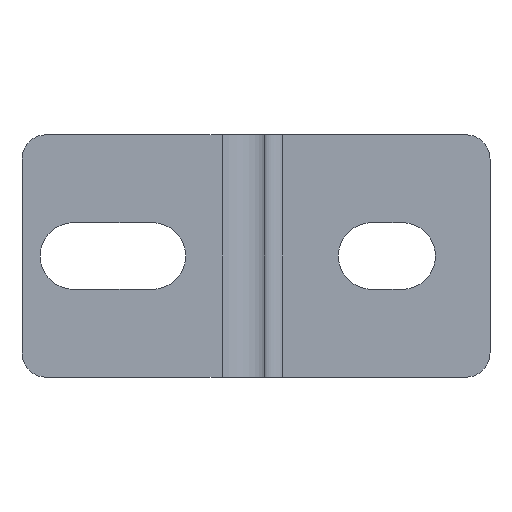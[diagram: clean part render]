
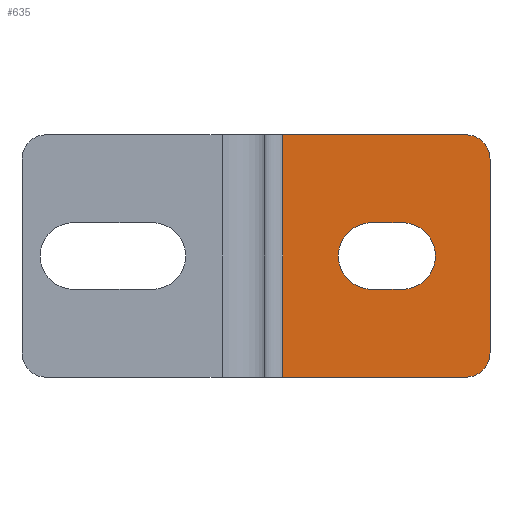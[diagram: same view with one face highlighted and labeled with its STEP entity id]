
A CAD part, left-side view. The second image highlights one B-rep face of the part: STEP entity #635.
In plain terms, the highlighted planar face has unit normal (-1, 0, 0).
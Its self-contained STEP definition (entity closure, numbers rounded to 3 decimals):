
#37 = EDGE_LOOP ( 'NONE', ( #1082, #842, #523, #527, #621 ) ) ;
#39 = CIRCLE ( 'NONE', #319, 2. ) ;
#41 = DIRECTION ( 'NONE',  ( 0., -1., 0. ) ) ;
#45 = VECTOR ( 'NONE', #966, 1000. ) ;
#51 = VECTOR ( 'NONE', #218, 1000. ) ;
#55 = CARTESIAN_POINT ( 'NONE',  ( -2., -20.6, 18. ) ) ;
#59 = EDGE_CURVE ( 'NONE', #94, #208, #411, .T. ) ;
#94 = VERTEX_POINT ( 'NONE', #55 ) ;
#132 = DIRECTION ( 'NONE',  ( 0., 1., 0. ) ) ;
#133 = VERTEX_POINT ( 'NONE', #688 ) ;
#137 = CARTESIAN_POINT ( 'NONE',  ( -2., 0., 20. ) ) ;
#143 = LINE ( 'NONE', #299, #887 ) ;
#148 = LINE ( 'NONE', #535, #45 ) ;
#162 = CARTESIAN_POINT ( 'NONE',  ( -2., -18.6, 20. ) ) ;
#182 = DIRECTION ( 'NONE',  ( 0., -1., 0. ) ) ;
#185 = VECTOR ( 'NONE', #1084, 1000. ) ;
#186 = AXIS2_PLACEMENT_3D ( 'NONE', #570, #254, #506 ) ;
#189 = EDGE_CURVE ( 'NONE', #1034, #846, #985, .T. ) ;
#208 = VERTEX_POINT ( 'NONE', #324 ) ;
#211 = CARTESIAN_POINT ( 'NONE',  ( -2., -13.35, 10. ) ) ;
#218 = DIRECTION ( 'NONE',  ( 0., 1., 0. ) ) ;
#234 = DIRECTION ( 'NONE',  ( 0., 1., 0. ) ) ;
#250 = AXIS2_PLACEMENT_3D ( 'NONE', #211, #704, #132 ) ;
#254 = DIRECTION ( 'NONE',  ( -1., 0., 0. ) ) ;
#299 = CARTESIAN_POINT ( 'NONE',  ( -2., 0., 12.75 ) ) ;
#306 = VECTOR ( 'NONE', #803, 1000. ) ;
#319 = AXIS2_PLACEMENT_3D ( 'NONE', #751, #509, #182 ) ;
#324 = CARTESIAN_POINT ( 'NONE',  ( -2., -20.6, 2. ) ) ;
#326 = AXIS2_PLACEMENT_3D ( 'NONE', #461, #628, #234 ) ;
#329 = VERTEX_POINT ( 'NONE', #981 ) ;
#398 = CIRCLE ( 'NONE', #326, 2.75 ) ;
#411 = LINE ( 'NONE', #738, #185 ) ;
#415 = LINE ( 'NONE', #137, #51 ) ;
#426 = EDGE_CURVE ( 'NONE', #94, #770, #39, .T. ) ;
#448 = VERTEX_POINT ( 'NONE', #754 ) ;
#457 = EDGE_CURVE ( 'NONE', #945, #755, #927, .T. ) ;
#458 = ORIENTED_EDGE ( 'NONE', *, *, #1058, .T. ) ;
#461 = CARTESIAN_POINT ( 'NONE',  ( -2., -13.35, 10. ) ) ;
#470 = EDGE_CURVE ( 'NONE', #597, #945, #708, .T. ) ;
#477 = CARTESIAN_POINT ( 'NONE',  ( -2., -3.5, 0. ) ) ;
#501 = CARTESIAN_POINT ( 'NONE',  ( -2., -10.85, 10. ) ) ;
#506 = DIRECTION ( 'NONE',  ( 0., -1., 0. ) ) ;
#509 = DIRECTION ( 'NONE',  ( -1., 0., 0. ) ) ;
#517 = CARTESIAN_POINT ( 'NONE',  ( -2., 0., 7.25 ) ) ;
#523 = ORIENTED_EDGE ( 'NONE', *, *, #705, .T. ) ;
#527 = ORIENTED_EDGE ( 'NONE', *, *, #1078, .T. ) ;
#535 = CARTESIAN_POINT ( 'NONE',  ( -2., -3.5, 20. ) ) ;
#561 = CARTESIAN_POINT ( 'NONE',  ( -2., 0., 0. ) ) ;
#570 = CARTESIAN_POINT ( 'NONE',  ( -2., -18.6, 2. ) ) ;
#573 = DIRECTION ( 'NONE',  ( 0., 1., 0. ) ) ;
#578 = DIRECTION ( 'NONE',  ( 1., 0., 0. ) ) ;
#586 = EDGE_CURVE ( 'NONE', #755, #133, #919, .T. ) ;
#597 = VERTEX_POINT ( 'NONE', #812 ) ;
#602 = ORIENTED_EDGE ( 'NONE', *, *, #990, .T. ) ;
#616 = ORIENTED_EDGE ( 'NONE', *, *, #426, .T. ) ;
#621 = ORIENTED_EDGE ( 'NONE', *, *, #470, .T. ) ;
#623 = DIRECTION ( 'NONE',  ( -1., 0., 0. ) ) ;
#626 = ORIENTED_EDGE ( 'NONE', *, *, #59, .F. ) ;
#628 = DIRECTION ( 'NONE',  ( 1., 0., 0. ) ) ;
#635 = ADVANCED_FACE ( 'NONE', ( #970, #720 ), #791, .T. ) ;
#643 = CARTESIAN_POINT ( 'NONE',  ( -2., 0., 20. ) ) ;
#655 = CIRCLE ( 'NONE', #186, 2. ) ;
#688 = CARTESIAN_POINT ( 'NONE',  ( -2., -10.85, 12.75 ) ) ;
#704 = DIRECTION ( 'NONE',  ( 1., 0., 0. ) ) ;
#705 = EDGE_CURVE ( 'NONE', #133, #448, #143, .T. ) ;
#708 = CIRCLE ( 'NONE', #250, 2.75 ) ;
#720 = FACE_OUTER_BOUND ( 'NONE', #964, .T. ) ;
#728 = EDGE_CURVE ( 'NONE', #846, #329, #148, .T. ) ;
#737 = ORIENTED_EDGE ( 'NONE', *, *, #189, .F. ) ;
#738 = CARTESIAN_POINT ( 'NONE',  ( -2., -20.6, 20. ) ) ;
#751 = CARTESIAN_POINT ( 'NONE',  ( -2., -18.6, 18. ) ) ;
#754 = CARTESIAN_POINT ( 'NONE',  ( -2., -13.35, 12.75 ) ) ;
#755 = VERTEX_POINT ( 'NONE', #772 ) ;
#770 = VERTEX_POINT ( 'NONE', #162 ) ;
#772 = CARTESIAN_POINT ( 'NONE',  ( -2., -10.85, 7.25 ) ) ;
#791 = PLANE ( 'NONE',  #793 ) ;
#793 = AXIS2_PLACEMENT_3D ( 'NONE', #643, #623, #41 ) ;
#803 = DIRECTION ( 'NONE',  ( 0., 1., 0. ) ) ;
#806 = CARTESIAN_POINT ( 'NONE',  ( -2., -18.6, 0. ) ) ;
#812 = CARTESIAN_POINT ( 'NONE',  ( -2., -16.1, 10. ) ) ;
#831 = AXIS2_PLACEMENT_3D ( 'NONE', #501, #578, #573 ) ;
#842 = ORIENTED_EDGE ( 'NONE', *, *, #586, .T. ) ;
#843 = DIRECTION ( 'NONE',  ( 0., 1., 0. ) ) ;
#846 = VERTEX_POINT ( 'NONE', #477 ) ;
#873 = DIRECTION ( 'NONE',  ( 0., -1., 0. ) ) ;
#887 = VECTOR ( 'NONE', #873, 1000. ) ;
#914 = CARTESIAN_POINT ( 'NONE',  ( -2., -13.35, 7.25 ) ) ;
#919 = CIRCLE ( 'NONE', #831, 2.75 ) ;
#927 = LINE ( 'NONE', #517, #1072 ) ;
#945 = VERTEX_POINT ( 'NONE', #914 ) ;
#964 = EDGE_LOOP ( 'NONE', ( #737, #602, #626, #616, #458, #1080 ) ) ;
#966 = DIRECTION ( 'NONE',  ( 0., 0., 1. ) ) ;
#970 = FACE_BOUND ( 'NONE', #37, .T. ) ;
#981 = CARTESIAN_POINT ( 'NONE',  ( -2., -3.5, 20. ) ) ;
#985 = LINE ( 'NONE', #561, #306 ) ;
#990 = EDGE_CURVE ( 'NONE', #1034, #208, #655, .T. ) ;
#1034 = VERTEX_POINT ( 'NONE', #806 ) ;
#1058 = EDGE_CURVE ( 'NONE', #770, #329, #415, .T. ) ;
#1072 = VECTOR ( 'NONE', #843, 1000. ) ;
#1078 = EDGE_CURVE ( 'NONE', #448, #597, #398, .T. ) ;
#1080 = ORIENTED_EDGE ( 'NONE', *, *, #728, .F. ) ;
#1082 = ORIENTED_EDGE ( 'NONE', *, *, #457, .T. ) ;
#1084 = DIRECTION ( 'NONE',  ( 0., 0., -1. ) ) ;
